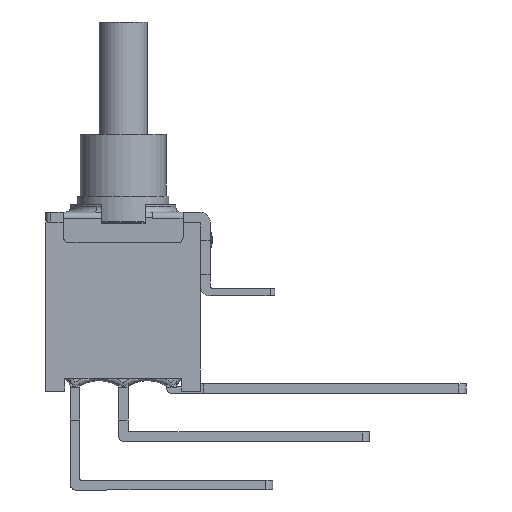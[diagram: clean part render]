
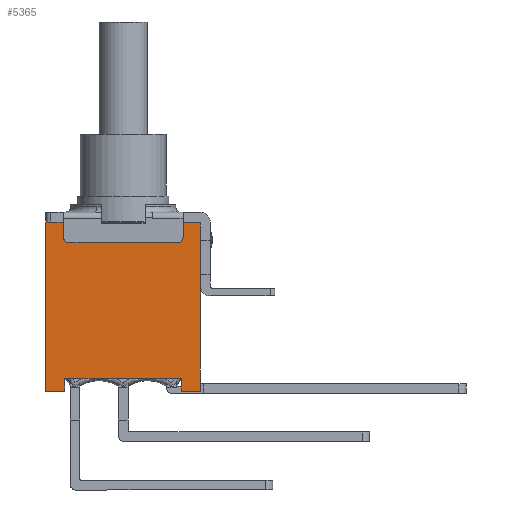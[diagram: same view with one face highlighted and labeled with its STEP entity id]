
A CAD part, front view. The second image highlights one B-rep face of the part: STEP entity #5365.
In plain terms, the highlighted planar face has unit normal (0, -1, 0).
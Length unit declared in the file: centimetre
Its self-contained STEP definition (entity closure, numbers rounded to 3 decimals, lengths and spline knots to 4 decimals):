
#521=FACE_OUTER_BOUND('',#812,.T.);
#812=EDGE_LOOP('',(#4850,#4851,#4852,#4853,#4854,#4855,#4856,#4857,#4858,
#4859,#4860,#4861,#4862,#4863,#4864,#4865,#4866));
#987=LINE('',#7826,#1533);
#992=LINE('',#7837,#1538);
#995=LINE('',#7848,#1541);
#1031=LINE('',#8119,#1577);
#1078=LINE('',#8219,#1624);
#1080=LINE('',#8224,#1626);
#1174=LINE('',#8677,#1720);
#1176=LINE('',#8685,#1722);
#1344=LINE('',#9433,#1890);
#1346=LINE('',#9439,#1892);
#1360=LINE('',#9465,#1906);
#1363=LINE('',#9472,#1909);
#1365=LINE('',#9475,#1911);
#1366=LINE('',#9477,#1912);
#1533=VECTOR('',#6169,1.);
#1538=VECTOR('',#6176,1.);
#1541=VECTOR('',#6187,1.);
#1577=VECTOR('',#6299,1.);
#1624=VECTOR('',#6390,1.);
#1626=VECTOR('',#6396,1.);
#1720=VECTOR('',#6574,1.);
#1722=VECTOR('',#6586,1.);
#1890=VECTOR('',#6892,1.);
#1892=VECTOR('',#6896,1.);
#1906=VECTOR('',#6920,1.);
#1909=VECTOR('',#6929,1.);
#1911=VECTOR('',#6933,1.);
#1912=VECTOR('',#6936,1.);
#1971=CIRCLE('',#5527,0.03);
#1993=CIRCLE('',#5565,0.03);
#2018=CIRCLE('',#5636,0.01);
#2205=VERTEX_POINT('',#7821);
#2206=VERTEX_POINT('',#7823);
#2207=VERTEX_POINT('',#7825);
#2212=VERTEX_POINT('',#7835);
#2215=VERTEX_POINT('',#7842);
#2216=VERTEX_POINT('',#7844);
#2260=VERTEX_POINT('',#8110);
#2261=VERTEX_POINT('',#8112);
#2262=VERTEX_POINT('',#8117);
#2294=VERTEX_POINT('',#8222);
#2422=VERTEX_POINT('',#8675);
#2423=VERTEX_POINT('',#8684);
#2528=VERTEX_POINT('',#9429);
#2529=VERTEX_POINT('',#9431);
#2530=VERTEX_POINT('',#9435);
#2532=VERTEX_POINT('',#9438);
#2540=VERTEX_POINT('',#9471);
#2804=EDGE_CURVE('',#2207,#2206,#987,.T.);
#2810=EDGE_CURVE('',#2205,#2212,#992,.T.);
#2813=EDGE_CURVE('',#2216,#2215,#1971,.T.);
#2815=EDGE_CURVE('',#2212,#2216,#995,.T.);
#2880=EDGE_CURVE('',#2261,#2260,#1993,.T.);
#2884=EDGE_CURVE('',#2260,#2262,#1031,.T.);
#2936=EDGE_CURVE('',#2215,#2261,#1078,.T.);
#2938=EDGE_CURVE('',#2262,#2294,#1080,.T.);
#3089=EDGE_CURVE('',#2294,#2422,#1174,.T.);
#3091=EDGE_CURVE('',#2206,#2205,#2018,.T.);
#3092=EDGE_CURVE('',#2423,#2207,#1176,.T.);
#3298=EDGE_CURVE('',#2528,#2529,#1344,.T.);
#3300=EDGE_CURVE('',#2532,#2530,#1346,.T.);
#3314=EDGE_CURVE('',#2530,#2528,#1360,.T.);
#3317=EDGE_CURVE('',#2532,#2540,#1363,.T.);
#3319=EDGE_CURVE('',#2423,#2529,#1365,.T.);
#3320=EDGE_CURVE('',#2540,#2422,#1366,.T.);
#4850=ORIENTED_EDGE('',*,*,#2884,.T.);
#4851=ORIENTED_EDGE('',*,*,#2938,.T.);
#4852=ORIENTED_EDGE('',*,*,#3089,.T.);
#4853=ORIENTED_EDGE('',*,*,#3320,.F.);
#4854=ORIENTED_EDGE('',*,*,#3317,.F.);
#4855=ORIENTED_EDGE('',*,*,#3300,.T.);
#4856=ORIENTED_EDGE('',*,*,#3314,.T.);
#4857=ORIENTED_EDGE('',*,*,#3298,.T.);
#4858=ORIENTED_EDGE('',*,*,#3319,.F.);
#4859=ORIENTED_EDGE('',*,*,#3092,.T.);
#4860=ORIENTED_EDGE('',*,*,#2804,.T.);
#4861=ORIENTED_EDGE('',*,*,#3091,.T.);
#4862=ORIENTED_EDGE('',*,*,#2810,.T.);
#4863=ORIENTED_EDGE('',*,*,#2815,.T.);
#4864=ORIENTED_EDGE('',*,*,#2813,.T.);
#4865=ORIENTED_EDGE('',*,*,#2936,.T.);
#4866=ORIENTED_EDGE('',*,*,#2880,.T.);
#5089=PLANE('',#5718);
#5365=ADVANCED_FACE('',(#521),#5089,.T.);
#5527=AXIS2_PLACEMENT_3D('',#7845,#6182,#6183);
#5565=AXIS2_PLACEMENT_3D('',#8113,#6292,#6293);
#5636=AXIS2_PLACEMENT_3D('',#8682,#6582,#6583);
#5718=AXIS2_PLACEMENT_3D('',#9478,#6937,#6938);
#6169=DIRECTION('',(0.,0.,1.));
#6176=DIRECTION('',(-1.,0.,0.));
#6182=DIRECTION('center_axis',(0.,1.,0.));
#6183=DIRECTION('ref_axis',(0.707,0.,-0.707));
#6187=DIRECTION('',(0.,0.,-1.));
#6292=DIRECTION('center_axis',(0.,1.,0.));
#6293=DIRECTION('ref_axis',(-0.707,0.,-0.707));
#6299=DIRECTION('',(0.,0.,1.));
#6390=DIRECTION('',(-1.,0.,0.));
#6396=DIRECTION('',(-1.,0.,0.));
#6574=DIRECTION('',(-1.,0.,0.));
#6582=DIRECTION('center_axis',(0.,-1.,0.));
#6583=DIRECTION('ref_axis',(0.707,0.,0.707));
#6586=DIRECTION('',(0.,0.,1.));
#6892=DIRECTION('',(0.,0.,-1.));
#6896=DIRECTION('',(0.,0.,1.));
#6920=DIRECTION('',(1.,0.,0.));
#6929=DIRECTION('',(-1.,0.,0.));
#6933=DIRECTION('',(-1.,0.,0.));
#6936=DIRECTION('',(0.,0.,1.));
#6937=DIRECTION('center_axis',(0.,-1.,0.));
#6938=DIRECTION('ref_axis',(0.,0.,
1.));
#7821=CARTESIAN_POINT('',(0.3965,-0.254,0.889));
#7823=CARTESIAN_POINT('',(0.4065,-0.254,0.879));
#7825=CARTESIAN_POINT('',(0.4065,-0.254,0.793));
#7826=CARTESIAN_POINT('',(0.4065,-0.254,0.));
#7835=CARTESIAN_POINT('',(0.315,-0.254,0.889));
#7837=CARTESIAN_POINT('',(0.4065,-0.254,0.889));
#7842=CARTESIAN_POINT('',(0.285,-0.254,0.78));
#7844=CARTESIAN_POINT('',(0.315,-0.254,0.81));
#7845=CARTESIAN_POINT('Origin',(0.285,-0.254,0.81));
#7848=CARTESIAN_POINT('',(0.315,-0.254,0.47));
#8110=CARTESIAN_POINT('',(-0.315,-0.254,0.81));
#8112=CARTESIAN_POINT('',(-0.285,-0.254,0.78));
#8113=CARTESIAN_POINT('Origin',(-0.285,-0.254,0.81));
#8117=CARTESIAN_POINT('',(-0.315,-0.254,0.889));
#8119=CARTESIAN_POINT('',(-0.315,-0.254,0.39));
#8219=CARTESIAN_POINT('',(0.3608,-0.254,0.78));
#8222=CARTESIAN_POINT('',(-0.3815,-0.254,0.889));
#8224=CARTESIAN_POINT('',(0.4065,-0.254,0.889));
#8675=CARTESIAN_POINT('',(-0.4065,-0.254,0.889));
#8677=CARTESIAN_POINT('',(0.4065,-0.254,0.889));
#8682=CARTESIAN_POINT('Origin',(0.3965,-0.254,0.879));
#8684=CARTESIAN_POINT('',(0.4065,-0.254,0.));
#8685=CARTESIAN_POINT('',(0.4065,-0.254,0.));
#9429=CARTESIAN_POINT('',(0.3065,-0.254,0.065));
#9431=CARTESIAN_POINT('',(0.3065,-0.254,0.));
#9433=CARTESIAN_POINT('',(0.3065,-0.254,0.));
#9435=CARTESIAN_POINT('',(-0.3065,-0.254,0.065));
#9438=CARTESIAN_POINT('',(-0.3065,-0.254,0.));
#9439=CARTESIAN_POINT('',(-0.3065,-0.254,0.));
#9465=CARTESIAN_POINT('',(0.2033,-0.254,0.065));
#9471=CARTESIAN_POINT('',(-0.4065,-0.254,0.));
#9472=CARTESIAN_POINT('',(0.4065,-0.254,0.));
#9475=CARTESIAN_POINT('',(0.4065,-0.254,0.));
#9477=CARTESIAN_POINT('',(-0.4065,-0.254,0.));
#9478=CARTESIAN_POINT('Origin',(0.4065,-0.254,0.));
